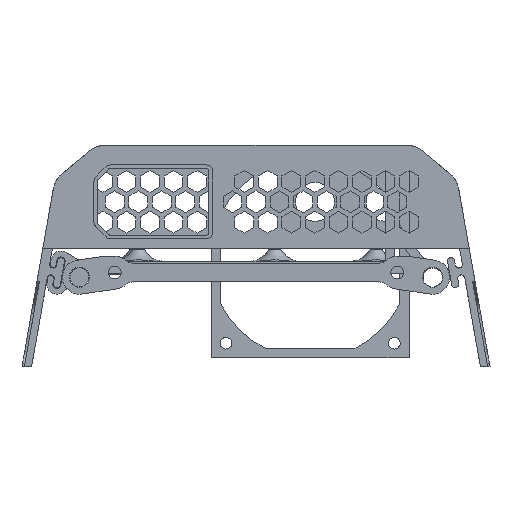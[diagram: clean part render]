
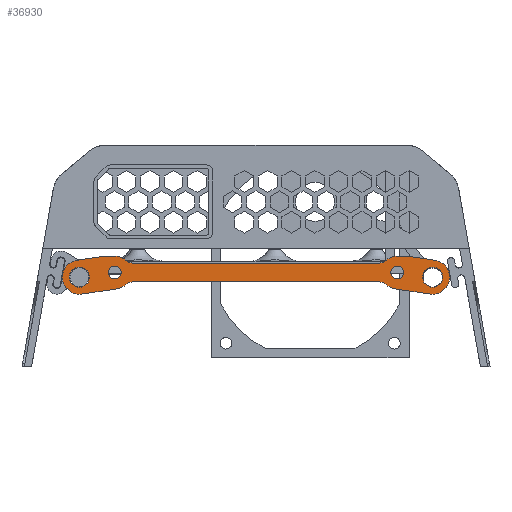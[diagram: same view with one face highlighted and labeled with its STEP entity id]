
A CAD part, front view. The second image highlights one B-rep face of the part: STEP entity #36930.
In plain terms, the highlighted planar face has unit normal (0, -1, 0).
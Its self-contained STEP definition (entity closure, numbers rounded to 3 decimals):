
#633=FACE_BOUND('',#5333,.T.);
#634=FACE_BOUND('',#5334,.T.);
#635=FACE_BOUND('',#5335,.T.);
#636=FACE_BOUND('',#5336,.T.);
#1511=PLANE('',#39888);
#3290=FACE_OUTER_BOUND('',#5332,.T.);
#5332=EDGE_LOOP('',(#31868,#31869,#31870,#31871,#31872,#31873,#31874,#31875,
#31876,#31877,#31878,#31879,#31880,#31881,#31882,#31883,#31884,#31885,#31886,
#31887));
#5333=EDGE_LOOP('',(#31888));
#5334=EDGE_LOOP('',(#31889));
#5335=EDGE_LOOP('',(#31890));
#5336=EDGE_LOOP('',(#31891));
#8637=LINE('',#61843,#12479);
#8645=LINE('',#61867,#12487);
#8648=LINE('',#61874,#12490);
#8657=LINE('',#61903,#12499);
#8664=LINE('',#61933,#12506);
#8670=LINE('',#61954,#12512);
#8671=LINE('',#61958,#12513);
#8672=LINE('',#61966,#12514);
#12479=VECTOR('',#47999,10.);
#12487=VECTOR('',#48025,10.);
#12490=VECTOR('',#48034,10.);
#12499=VECTOR('',#48063,10.);
#12506=VECTOR('',#48092,10.);
#12512=VECTOR('',#48116,10.);
#12513=VECTOR('',#48119,10.);
#12514=VECTOR('',#48128,10.);
#14569=CIRCLE('',#39843,2.75);
#14570=CIRCLE('',#39845,4.);
#14571=CIRCLE('',#39848,4.);
#14572=CIRCLE('',#39850,4.);
#14573=CIRCLE('',#39852,7.);
#14574=CIRCLE('',#39854,4.25);
#14575=CIRCLE('',#39857,7.);
#14576=CIRCLE('',#39860,7.25);
#14591=CIRCLE('',#39885,2.75);
#14592=CIRCLE('',#39887,4.);
#14593=CIRCLE('',#39889,7.25);
#14594=CIRCLE('',#39890,7.);
#14595=CIRCLE('',#39891,4.);
#14596=CIRCLE('',#39892,4.);
#14597=CIRCLE('',#39893,7.);
#14598=CIRCLE('',#39894,4.25);
#17480=VERTEX_POINT('',#61832);
#17481=VERTEX_POINT('',#61836);
#17482=VERTEX_POINT('',#61838);
#17483=VERTEX_POINT('',#61842);
#17484=VERTEX_POINT('',#61846);
#17485=VERTEX_POINT('',#61847);
#17486=VERTEX_POINT('',#61852);
#17487=VERTEX_POINT('',#61853);
#17488=VERTEX_POINT('',#61858);
#17489=VERTEX_POINT('',#61862);
#17490=VERTEX_POINT('',#61866);
#17491=VERTEX_POINT('',#61870);
#17501=VERTEX_POINT('',#61901);
#17513=VERTEX_POINT('',#61932);
#17516=VERTEX_POINT('',#61943);
#17517=VERTEX_POINT('',#61947);
#17518=VERTEX_POINT('',#61949);
#17519=VERTEX_POINT('',#61953);
#17520=VERTEX_POINT('',#61955);
#17521=VERTEX_POINT('',#61957);
#17522=VERTEX_POINT('',#61959);
#17523=VERTEX_POINT('',#61962);
#17524=VERTEX_POINT('',#61964);
#17525=VERTEX_POINT('',#61967);
#22412=EDGE_CURVE('',#17480,#17480,#14569,.T.);
#22414=EDGE_CURVE('',#17482,#17481,#14570,.T.);
#22416=EDGE_CURVE('',#17483,#17482,#8637,.T.);
#22418=EDGE_CURVE('',#17484,#17485,#14571,.T.);
#22421=EDGE_CURVE('',#17486,#17487,#14572,.T.);
#22425=EDGE_CURVE('',#17487,#17488,#14573,.T.);
#22427=EDGE_CURVE('',#17489,#17489,#14574,.T.);
#22428=EDGE_CURVE('',#17490,#17488,#8645,.T.);
#22430=EDGE_CURVE('',#17491,#17484,#14575,.T.);
#22432=EDGE_CURVE('',#17481,#17491,#8648,.T.);
#22433=EDGE_CURVE('',#17490,#17483,#14576,.T.);
#22446=EDGE_CURVE('',#17501,#17485,#8657,.T.);
#22461=EDGE_CURVE('',#17513,#17486,#8664,.T.);
#22467=EDGE_CURVE('',#17516,#17516,#14591,.T.);
#22469=EDGE_CURVE('',#17517,#17518,#14592,.T.);
#22471=EDGE_CURVE('',#17519,#17517,#8670,.T.);
#22472=EDGE_CURVE('',#17520,#17519,#14593,.T.);
#22473=EDGE_CURVE('',#17520,#17521,#8671,.T.);
#22474=EDGE_CURVE('',#17522,#17521,#14594,.T.);
#22475=EDGE_CURVE('',#17513,#17522,#14595,.T.);
#22476=EDGE_CURVE('',#17523,#17501,#14596,.T.);
#22477=EDGE_CURVE('',#17524,#17523,#14597,.T.);
#22478=EDGE_CURVE('',#17518,#17524,#8672,.T.);
#22479=EDGE_CURVE('',#17525,#17525,#14598,.T.);
#31868=ORIENTED_EDGE('',*,*,#22469,.F.);
#31869=ORIENTED_EDGE('',*,*,#22471,.F.);
#31870=ORIENTED_EDGE('',*,*,#22472,.F.);
#31871=ORIENTED_EDGE('',*,*,#22473,.T.);
#31872=ORIENTED_EDGE('',*,*,#22474,.F.);
#31873=ORIENTED_EDGE('',*,*,#22475,.F.);
#31874=ORIENTED_EDGE('',*,*,#22461,.T.);
#31875=ORIENTED_EDGE('',*,*,#22421,.T.);
#31876=ORIENTED_EDGE('',*,*,#22425,.T.);
#31877=ORIENTED_EDGE('',*,*,#22428,.F.);
#31878=ORIENTED_EDGE('',*,*,#22433,.T.);
#31879=ORIENTED_EDGE('',*,*,#22416,.T.);
#31880=ORIENTED_EDGE('',*,*,#22414,.T.);
#31881=ORIENTED_EDGE('',*,*,#22432,.T.);
#31882=ORIENTED_EDGE('',*,*,#22430,.T.);
#31883=ORIENTED_EDGE('',*,*,#22418,.T.);
#31884=ORIENTED_EDGE('',*,*,#22446,.F.);
#31885=ORIENTED_EDGE('',*,*,#22476,.F.);
#31886=ORIENTED_EDGE('',*,*,#22477,.F.);
#31887=ORIENTED_EDGE('',*,*,#22478,.F.);
#31888=ORIENTED_EDGE('',*,*,#22427,.T.);
#31889=ORIENTED_EDGE('',*,*,#22412,.F.);
#31890=ORIENTED_EDGE('',*,*,#22467,.T.);
#31891=ORIENTED_EDGE('',*,*,#22479,.F.);
#36930=ADVANCED_FACE('',(#3290,#633,#634,#635,#636),#1511,.F.);
#39843=AXIS2_PLACEMENT_3D('',#61834,#47989,#47990);
#39845=AXIS2_PLACEMENT_3D('',#61839,#47994,#47995);
#39848=AXIS2_PLACEMENT_3D('',#61848,#48003,#48004);
#39850=AXIS2_PLACEMENT_3D('',#61854,#48009,#48010);
#39852=AXIS2_PLACEMENT_3D('',#61860,#48016,#48017);
#39854=AXIS2_PLACEMENT_3D('',#61864,#48021,#48022);
#39857=AXIS2_PLACEMENT_3D('',#61871,#48029,#48030);
#39860=AXIS2_PLACEMENT_3D('',#61876,#48037,#48038);
#39885=AXIS2_PLACEMENT_3D('',#61945,#48106,#48107);
#39887=AXIS2_PLACEMENT_3D('',#61950,#48111,#48112);
#39888=AXIS2_PLACEMENT_3D('',#61952,#48114,#48115);
#39889=AXIS2_PLACEMENT_3D('',#61956,#48117,#48118);
#39890=AXIS2_PLACEMENT_3D('',#61960,#48120,#48121);
#39891=AXIS2_PLACEMENT_3D('',#61961,#48122,#48123);
#39892=AXIS2_PLACEMENT_3D('',#61963,#48124,#48125);
#39893=AXIS2_PLACEMENT_3D('',#61965,#48126,#48127);
#39894=AXIS2_PLACEMENT_3D('',#61968,#48129,#48130);
#47989=DIRECTION('center_axis',(0.,-1.,0.));
#47990=DIRECTION('ref_axis',(1.,0.,0.));
#47994=DIRECTION('center_axis',(0.,-1.,0.));
#47995=DIRECTION('ref_axis',(0.074,0.,0.997));
#47999=DIRECTION('',(-0.989,0.,0.149));
#48003=DIRECTION('center_axis',(0.,1.,0.));
#48004=DIRECTION('ref_axis',(0.369,0.,-0.929));
#48009=DIRECTION('center_axis',(0.,1.,0.));
#48010=DIRECTION('ref_axis',(0.369,0.,0.929));
#48016=DIRECTION('center_axis',(0.,-1.,0.));
#48017=DIRECTION('ref_axis',(0.,0.,1.));
#48021=DIRECTION('center_axis',(0.,1.,0.));
#48022=DIRECTION('ref_axis',(1.,0.,0.));
#48025=DIRECTION('',(-0.989,0.,0.149));
#48029=DIRECTION('center_axis',(0.,-1.,0.));
#48030=DIRECTION('ref_axis',(0.,0.,1.));
#48034=DIRECTION('',(-1.,0.,0.));
#48037=DIRECTION('center_axis',(0.,-1.,0.));
#48038=DIRECTION('ref_axis',(-0.149,0.,-0.989));
#48063=DIRECTION('',(1.,0.,0.));
#48092=DIRECTION('',(1.,0.,0.));
#48106=DIRECTION('center_axis',(0.,1.,0.));
#48107=DIRECTION('ref_axis',(-1.,0.,0.));
#48111=DIRECTION('center_axis',(0.,1.,0.));
#48112=DIRECTION('ref_axis',(-0.074,0.,0.997));
#48114=DIRECTION('center_axis',(0.,1.,0.));
#48115=DIRECTION('ref_axis',(1.,0.,0.));
#48116=DIRECTION('',(0.989,0.,0.149));
#48117=DIRECTION('center_axis',(0.,1.,0.));
#48118=DIRECTION('ref_axis',(0.149,0.,-0.989));
#48119=DIRECTION('',(0.989,0.,0.149));
#48120=DIRECTION('center_axis',(0.,1.,0.));
#48121=DIRECTION('ref_axis',(0.,0.,1.));
#48122=DIRECTION('center_axis',(0.,-1.,0.));
#48123=DIRECTION('ref_axis',(-0.369,0.,0.929));
#48124=DIRECTION('center_axis',(0.,-1.,0.));
#48125=DIRECTION('ref_axis',(-0.369,0.,-0.929));
#48126=DIRECTION('center_axis',(0.,1.,0.));
#48127=DIRECTION('ref_axis',(0.,0.,1.));
#48128=DIRECTION('',(1.,0.,0.));
#48129=DIRECTION('center_axis',(0.,-1.,0.));
#48130=DIRECTION('ref_axis',(-1.,0.,0.));
#61832=CARTESIAN_POINT('',(57.25,0.,-50.));
#61834=CARTESIAN_POINT('Origin',(60.,0.,-50.));
#61836=CARTESIAN_POINT('',(63.591,0.,-43.));
#61838=CARTESIAN_POINT('',(64.185,0.,-43.044));
#61839=CARTESIAN_POINT('Origin',(63.591,0.,-47.));
#61842=CARTESIAN_POINT('',(76.077,0.,-44.83));
#61843=CARTESIAN_POINT('',(76.077,0.,-44.83));
#61846=CARTESIAN_POINT('',(55.196,0.,-44.909));
#61847=CARTESIAN_POINT('',(52.45,0.,-46.));
#61848=CARTESIAN_POINT('Origin',(52.45,0.,-42.));
#61852=CARTESIAN_POINT('',(52.45,0.,-54.));
#61853=CARTESIAN_POINT('',(55.196,0.,-55.091));
#61854=CARTESIAN_POINT('Origin',(52.45,0.,-58.));
#61858=CARTESIAN_POINT('',(58.96,0.,-56.922));
#61860=CARTESIAN_POINT('Origin',(60.,0.,-50.));
#61862=CARTESIAN_POINT('',(70.75,0.,-52.));
#61864=CARTESIAN_POINT('Origin',(75.,0.,-52.));
#61866=CARTESIAN_POINT('',(73.923,0.,-59.17));
#61867=CARTESIAN_POINT('',(73.923,0.,-59.17));
#61870=CARTESIAN_POINT('',(60.,0.,-43.));
#61871=CARTESIAN_POINT('Origin',(60.,0.,-50.));
#61874=CARTESIAN_POINT('',(63.889,0.,-43.));
#61876=CARTESIAN_POINT('Origin',(75.,0.,-52.));
#61901=CARTESIAN_POINT('',(-52.45,0.,-46.));
#61903=CARTESIAN_POINT('',(-54.255,0.,-46.));
#61932=CARTESIAN_POINT('',(-52.45,0.,-54.));
#61933=CARTESIAN_POINT('',(0.,0.,-54.));
#61943=CARTESIAN_POINT('',(-57.25,0.,-50.));
#61945=CARTESIAN_POINT('Origin',(-60.,0.,-50.));
#61947=CARTESIAN_POINT('',(-64.185,0.,-43.044));
#61949=CARTESIAN_POINT('',(-63.591,0.,-43.));
#61950=CARTESIAN_POINT('Origin',(-63.591,0.,-47.));
#61952=CARTESIAN_POINT('Origin',(-41.125,0.,-51.125));
#61953=CARTESIAN_POINT('',(-76.077,0.,-44.83));
#61954=CARTESIAN_POINT('',(-76.077,0.,-44.83));
#61955=CARTESIAN_POINT('',(-73.923,0.,-59.17));
#61956=CARTESIAN_POINT('Origin',(-75.,0.,-52.));
#61957=CARTESIAN_POINT('',(-58.96,0.,-56.922));
#61958=CARTESIAN_POINT('',(-73.923,0.,-59.17));
#61959=CARTESIAN_POINT('',(-55.196,0.,-55.091));
#61960=CARTESIAN_POINT('Origin',(-60.,0.,-50.));
#61961=CARTESIAN_POINT('Origin',(-52.45,0.,-58.));
#61962=CARTESIAN_POINT('',(-55.196,0.,-44.909));
#61963=CARTESIAN_POINT('Origin',(-52.45,0.,-42.));
#61964=CARTESIAN_POINT('',(-60.,0.,-43.));
#61965=CARTESIAN_POINT('Origin',(-60.,0.,-50.));
#61966=CARTESIAN_POINT('',(-63.889,0.,-43.));
#61967=CARTESIAN_POINT('',(-70.75,0.,-52.));
#61968=CARTESIAN_POINT('Origin',(-75.,0.,-52.));
